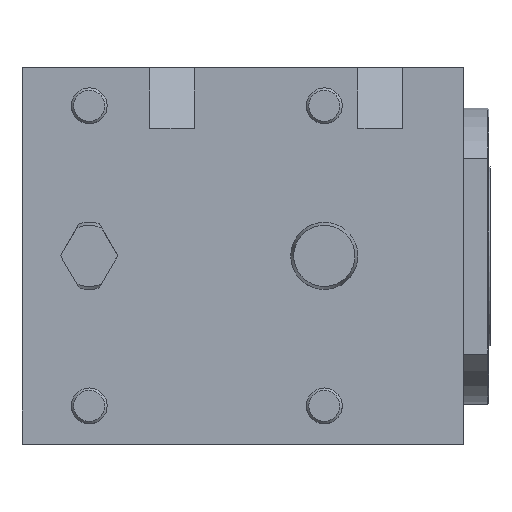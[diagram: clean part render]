
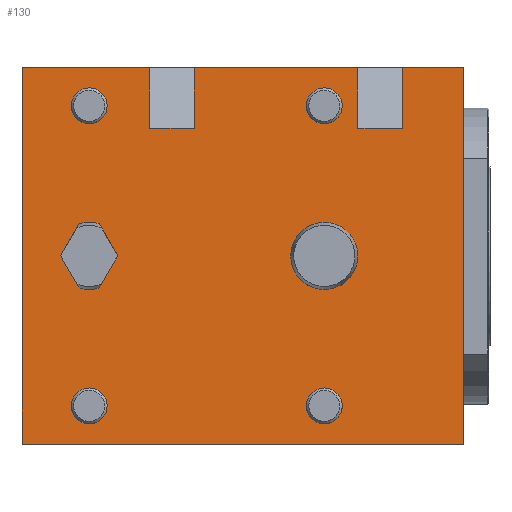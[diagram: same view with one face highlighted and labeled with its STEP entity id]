
A CAD part, top view. The second image highlights one B-rep face of the part: STEP entity #130.
In plain terms, the highlighted planar face has unit normal (0, 0, 1).
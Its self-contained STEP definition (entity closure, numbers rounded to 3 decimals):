
#130=ADVANCED_FACE('',(#436,#437,#438,#439,#440,#441,#442),#201,.T.);
#201=PLANE('',#1233);
#242=LINE('',#1697,#339);
#243=LINE('',#1700,#340);
#244=LINE('',#1704,#341);
#245=LINE('',#1706,#342);
#246=LINE('',#1713,#343);
#247=LINE('',#1716,#344);
#248=LINE('',#1718,#345);
#249=LINE('',#1720,#346);
#250=LINE('',#1722,#347);
#251=LINE('',#1724,#348);
#252=LINE('',#1726,#349);
#253=LINE('',#1728,#350);
#254=LINE('',#1730,#351);
#255=LINE('',#1732,#352);
#256=LINE('',#1734,#353);
#257=LINE('',#1736,#354);
#339=VECTOR('',#1355,1.);
#340=VECTOR('',#1356,1.);
#341=VECTOR('',#1359,1.);
#342=VECTOR('',#1360,1.);
#343=VECTOR('',#1367,1.);
#344=VECTOR('',#1368,1.);
#345=VECTOR('',#1369,1.);
#346=VECTOR('',#1370,1.);
#347=VECTOR('',#1371,1.);
#348=VECTOR('',#1372,1.);
#349=VECTOR('',#1373,1.);
#350=VECTOR('',#1374,1.);
#351=VECTOR('',#1375,1.);
#352=VECTOR('',#1376,1.);
#353=VECTOR('',#1377,1.);
#354=VECTOR('',#1378,1.);
#436=FACE_BOUND('',#475,.T.);
#437=FACE_BOUND('',#476,.T.);
#438=FACE_BOUND('',#477,.T.);
#439=FACE_BOUND('',#478,.T.);
#440=FACE_BOUND('',#479,.T.);
#441=FACE_BOUND('',#480,.T.);
#442=FACE_BOUND('',#481,.T.);
#475=EDGE_LOOP('',(#568));
#476=EDGE_LOOP('',(#569,#570,#571,#572,#573,#574));
#477=EDGE_LOOP('',(#575));
#478=EDGE_LOOP('',(#576));
#479=EDGE_LOOP('',(#577,#578,#579,#580,#581,#582,#583,#584,#585,#586,#587,
#588));
#480=EDGE_LOOP('',(#589));
#481=EDGE_LOOP('',(#590));
#568=ORIENTED_EDGE('',*,*,#989,.T.);
#569=ORIENTED_EDGE('',*,*,#990,.F.);
#570=ORIENTED_EDGE('',*,*,#991,.F.);
#571=ORIENTED_EDGE('',*,*,#992,.T.);
#572=ORIENTED_EDGE('',*,*,#993,.T.);
#573=ORIENTED_EDGE('',*,*,#994,.T.);
#574=ORIENTED_EDGE('',*,*,#995,.T.);
#575=ORIENTED_EDGE('',*,*,#996,.T.);
#576=ORIENTED_EDGE('',*,*,#997,.T.);
#577=ORIENTED_EDGE('',*,*,#998,.T.);
#578=ORIENTED_EDGE('',*,*,#999,.T.);
#579=ORIENTED_EDGE('',*,*,#1000,.T.);
#580=ORIENTED_EDGE('',*,*,#1001,.T.);
#581=ORIENTED_EDGE('',*,*,#1002,.T.);
#582=ORIENTED_EDGE('',*,*,#1003,.T.);
#583=ORIENTED_EDGE('',*,*,#1004,.T.);
#584=ORIENTED_EDGE('',*,*,#1005,.F.);
#585=ORIENTED_EDGE('',*,*,#1006,.T.);
#586=ORIENTED_EDGE('',*,*,#1007,.T.);
#587=ORIENTED_EDGE('',*,*,#1008,.T.);
#588=ORIENTED_EDGE('',*,*,#1009,.T.);
#589=ORIENTED_EDGE('',*,*,#1010,.T.);
#590=ORIENTED_EDGE('',*,*,#1011,.T.);
#880=VERTEX_POINT('',#1696);
#881=VERTEX_POINT('',#1698);
#882=VERTEX_POINT('',#1699);
#883=VERTEX_POINT('',#1701);
#884=VERTEX_POINT('',#1703);
#885=VERTEX_POINT('',#1705);
#886=VERTEX_POINT('',#1707);
#887=VERTEX_POINT('',#1710);
#888=VERTEX_POINT('',#1712);
#889=VERTEX_POINT('',#1714);
#890=VERTEX_POINT('',#1715);
#891=VERTEX_POINT('',#1717);
#892=VERTEX_POINT('',#1719);
#893=VERTEX_POINT('',#1721);
#894=VERTEX_POINT('',#1723);
#895=VERTEX_POINT('',#1725);
#896=VERTEX_POINT('',#1727);
#897=VERTEX_POINT('',#1729);
#898=VERTEX_POINT('',#1731);
#899=VERTEX_POINT('',#1733);
#900=VERTEX_POINT('',#1735);
#901=VERTEX_POINT('',#1738);
#902=VERTEX_POINT('',#1740);
#989=EDGE_CURVE('',#880,#880,#1145,.T.);
#990=EDGE_CURVE('',#881,#882,#242,.T.);
#991=EDGE_CURVE('',#883,#881,#243,.T.);
#992=EDGE_CURVE('',#883,#884,#1146,.T.);
#993=EDGE_CURVE('',#884,#885,#244,.T.);
#994=EDGE_CURVE('',#885,#886,#245,.T.);
#995=EDGE_CURVE('',#886,#882,#1147,.T.);
#996=EDGE_CURVE('',#887,#887,#1148,.T.);
#997=EDGE_CURVE('',#888,#888,#1149,.T.);
#998=EDGE_CURVE('',#889,#890,#246,.T.);
#999=EDGE_CURVE('',#890,#891,#247,.T.);
#1000=EDGE_CURVE('',#891,#892,#248,.T.);
#1001=EDGE_CURVE('',#892,#893,#249,.T.);
#1002=EDGE_CURVE('',#893,#894,#250,.T.);
#1003=EDGE_CURVE('',#894,#895,#251,.T.);
#1004=EDGE_CURVE('',#895,#896,#252,.T.);
#1005=EDGE_CURVE('',#897,#896,#253,.T.);
#1006=EDGE_CURVE('',#897,#898,#254,.T.);
#1007=EDGE_CURVE('',#898,#899,#255,.T.);
#1008=EDGE_CURVE('',#899,#900,#256,.T.);
#1009=EDGE_CURVE('',#900,#889,#257,.T.);
#1010=EDGE_CURVE('',#901,#901,#1150,.T.);
#1011=EDGE_CURVE('',#902,#902,#1151,.T.);
#1145=CIRCLE('',#1226,8.);
#1146=CIRCLE('',#1227,14.998);
#1147=CIRCLE('',#1228,14.998);
#1148=CIRCLE('',#1229,8.);
#1149=CIRCLE('',#1230,8.);
#1150=CIRCLE('',#1231,8.);
#1151=CIRCLE('',#1232,14.998);
#1226=AXIS2_PLACEMENT_3D('',#1695,#1353,#1354);
#1227=AXIS2_PLACEMENT_3D('',#1702,#1357,#1358);
#1228=AXIS2_PLACEMENT_3D('',#1708,#1361,#1362);
#1229=AXIS2_PLACEMENT_3D('',#1709,#1363,#1364);
#1230=AXIS2_PLACEMENT_3D('',#1711,#1365,#1366);
#1231=AXIS2_PLACEMENT_3D('',#1737,#1379,#1380);
#1232=AXIS2_PLACEMENT_3D('',#1739,#1381,#1382);
#1233=AXIS2_PLACEMENT_3D('',#1741,#1383,#1384);
#1353=DIRECTION('',(0.,0.,-1.));
#1354=DIRECTION('',(1.,0.,0.));
#1355=DIRECTION('',(-0.5,0.866,0.));
#1356=DIRECTION('',(0.5,0.866,0.));
#1357=DIRECTION('',(0.,0.,-1.));
#1358=DIRECTION('',(1.,0.,0.));
#1359=DIRECTION('',(-0.5,0.866,0.));
#1360=DIRECTION('',(0.5,0.866,0.));
#1361=DIRECTION('',(0.,0.,-1.));
#1362=DIRECTION('',(1.,0.,0.));
#1363=DIRECTION('',(0.,0.,-1.));
#1364=DIRECTION('',(1.,0.,0.));
#1365=DIRECTION('',(0.,0.,-1.));
#1366=DIRECTION('',(1.,0.,0.));
#1367=DIRECTION('',(0.,1.,0.));
#1368=DIRECTION('',(-1.,0.,0.));
#1369=DIRECTION('',(0.,-1.,0.));
#1370=DIRECTION('',(-1.,0.,0.));
#1371=DIRECTION('',(0.,1.,0.));
#1372=DIRECTION('',(-1.,0.,0.));
#1373=DIRECTION('',(0.,-1.,0.));
#1374=DIRECTION('',(-1.,0.,0.));
#1375=DIRECTION('',(0.,1.,0.));
#1376=DIRECTION('',(-1.,0.,0.));
#1377=DIRECTION('',(0.,-1.,0.));
#1378=DIRECTION('',(-1.,0.,0.));
#1379=DIRECTION('',(0.,0.,-1.));
#1380=DIRECTION('',(1.,0.,0.));
#1381=DIRECTION('',(0.,0.,-1.));
#1382=DIRECTION('',(1.,0.,0.));
#1383=DIRECTION('',(0.,0.,1.));
#1384=DIRECTION('',(-1.,0.,0.));
#1695=CARTESIAN_POINT('',(-105.,67.,0.));
#1696=CARTESIAN_POINT('',(-97.,67.,0.));
#1697=CARTESIAN_POINT('',(-90.053,-3.788,0.));
#1698=CARTESIAN_POINT('',(-92.24,0.,0.));
#1699=CARTESIAN_POINT('',(-100.5,14.306,0.));
#1700=CARTESIAN_POINT('',(-17.307,129.788,0.));
#1701=CARTESIAN_POINT('',(-100.5,-14.306,0.));
#1702=CARTESIAN_POINT('',(-105.,0.,0.));
#1703=CARTESIAN_POINT('',(-109.5,-14.306,0.));
#1704=CARTESIAN_POINT('',(-109.193,-14.838,0.));
#1705=CARTESIAN_POINT('',(-117.76,0.,0.));
#1706=CARTESIAN_POINT('',(-36.447,140.838,0.));
#1707=CARTESIAN_POINT('',(-109.5,14.306,0.));
#1708=CARTESIAN_POINT('',(-105.,0.,0.));
#1709=CARTESIAN_POINT('',(-105.,-67.,0.));
#1710=CARTESIAN_POINT('',(-97.,-67.,0.));
#1711=CARTESIAN_POINT('',(0.,67.,0.));
#1712=CARTESIAN_POINT('',(8.,67.,0.));
#1713=CARTESIAN_POINT('',(15.,57.,0.));
#1714=CARTESIAN_POINT('',(15.,57.,0.));
#1715=CARTESIAN_POINT('',(15.,84.,0.));
#1716=CARTESIAN_POINT('',(15.,84.,0.));
#1717=CARTESIAN_POINT('',(-58.,84.,0.));
#1718=CARTESIAN_POINT('',(-58.,84.,0.));
#1719=CARTESIAN_POINT('',(-58.,57.,0.));
#1720=CARTESIAN_POINT('',(-58.,57.,0.));
#1721=CARTESIAN_POINT('',(-78.,57.,0.));
#1722=CARTESIAN_POINT('',(-78.,57.,0.));
#1723=CARTESIAN_POINT('',(-78.,84.,0.));
#1724=CARTESIAN_POINT('',(-78.,84.,0.));
#1725=CARTESIAN_POINT('',(-135.,84.,0.));
#1726=CARTESIAN_POINT('',(-135.,84.,0.));
#1727=CARTESIAN_POINT('',(-135.,-84.,0.));
#1728=CARTESIAN_POINT('',(62.,-84.,0.));
#1729=CARTESIAN_POINT('',(62.,-84.,0.));
#1730=CARTESIAN_POINT('',(62.,-84.,0.));
#1731=CARTESIAN_POINT('',(62.,84.,0.));
#1732=CARTESIAN_POINT('',(62.,84.,0.));
#1733=CARTESIAN_POINT('',(35.,84.,0.));
#1734=CARTESIAN_POINT('',(35.,84.,0.));
#1735=CARTESIAN_POINT('',(35.,57.,0.));
#1736=CARTESIAN_POINT('',(35.,57.,0.));
#1737=CARTESIAN_POINT('',(0.,-67.,0.));
#1738=CARTESIAN_POINT('',(8.,-67.,0.));
#1739=CARTESIAN_POINT('',(0.,0.,0.));
#1740=CARTESIAN_POINT('',(14.998,0.,0.));
#1741=CARTESIAN_POINT('',(62.,84.,0.));
